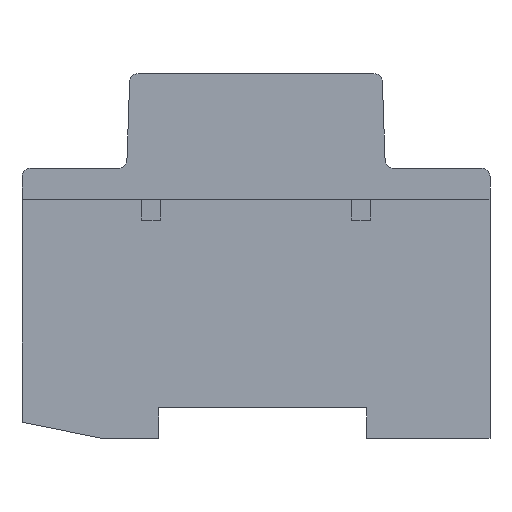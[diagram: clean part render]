
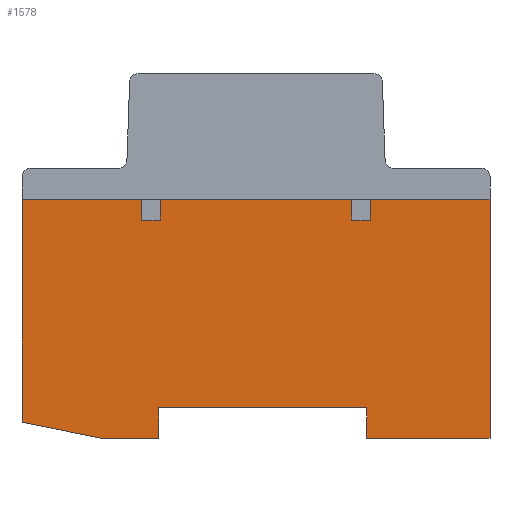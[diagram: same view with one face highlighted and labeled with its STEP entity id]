
A CAD part, left-side view. The second image highlights one B-rep face of the part: STEP entity #1578.
In plain terms, the highlighted planar face has unit normal (-1, 0, 0).
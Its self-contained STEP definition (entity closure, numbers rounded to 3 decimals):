
#198=FACE_OUTER_BOUND($,#307,.T.);
#307=EDGE_LOOP($,(#1390,#1391,#1392,#1393,#1394,#1395,#1396,#1397,#1398,
#1399,#1400,#1401,#1402,#1403,#1404,#1405,#1406));
#412=LINE($,#2493,#577);
#416=LINE($,#2501,#581);
#420=LINE($,#2509,#585);
#436=LINE($,#2541,#601);
#439=LINE($,#2547,#604);
#442=LINE($,#2551,#607);
#444=LINE($,#2557,#609);
#447=LINE($,#2563,#612);
#450=LINE($,#2567,#615);
#451=LINE($,#2571,#616);
#454=LINE($,#2577,#619);
#457=LINE($,#2583,#622);
#460=LINE($,#2589,#625);
#463=LINE($,#2595,#628);
#466=LINE($,#2601,#631);
#469=LINE($,#2607,#634);
#472=LINE($,#2612,#637);
#577=VECTOR($,#2060,21.5);
#581=VECTOR($,#2064,34.4);
#585=VECTOR($,#2068,21.5);
#601=VECTOR($,#2094,3.7);
#604=VECTOR($,#2099,3.3);
#607=VECTOR($,#2104,3.7);
#609=VECTOR($,#2110,3.7);
#612=VECTOR($,#2115,3.3);
#615=VECTOR($,#2120,3.7);
#616=VECTOR($,#2125,42.9);
#619=VECTOR($,#2130,22.1);
#622=VECTOR($,#2135,5.5);
#625=VECTOR($,#2140,37.4);
#628=VECTOR($,#2145,5.5);
#631=VECTOR($,#2150,10.1);
#634=VECTOR($,#2155,14.689);
#637=VECTOR($,#2160,40.);
#744=VERTEX_POINT($,#2490);
#745=VERTEX_POINT($,#2492);
#748=VERTEX_POINT($,#2498);
#749=VERTEX_POINT($,#2500);
#752=VERTEX_POINT($,#2506);
#753=VERTEX_POINT($,#2508);
#764=VERTEX_POINT($,#2540);
#766=VERTEX_POINT($,#2546);
#768=VERTEX_POINT($,#2556);
#770=VERTEX_POINT($,#2562);
#771=VERTEX_POINT($,#2570);
#773=VERTEX_POINT($,#2576);
#775=VERTEX_POINT($,#2582);
#777=VERTEX_POINT($,#2588);
#779=VERTEX_POINT($,#2594);
#781=VERTEX_POINT($,#2600);
#783=VERTEX_POINT($,#2606);
#936=EDGE_CURVE($,#744,#745,#412,.T.);
#940=EDGE_CURVE($,#748,#749,#416,.T.);
#944=EDGE_CURVE($,#752,#753,#420,.T.);
#960=EDGE_CURVE($,#764,#749,#436,.T.);
#963=EDGE_CURVE($,#766,#764,#439,.T.);
#966=EDGE_CURVE($,#752,#766,#442,.T.);
#968=EDGE_CURVE($,#768,#745,#444,.T.);
#971=EDGE_CURVE($,#770,#768,#447,.T.);
#974=EDGE_CURVE($,#748,#770,#450,.T.);
#975=EDGE_CURVE($,#753,#771,#451,.T.);
#978=EDGE_CURVE($,#771,#773,#454,.T.);
#981=EDGE_CURVE($,#773,#775,#457,.T.);
#984=EDGE_CURVE($,#775,#777,#460,.T.);
#987=EDGE_CURVE($,#777,#779,#463,.T.);
#990=EDGE_CURVE($,#779,#781,#466,.T.);
#993=EDGE_CURVE($,#781,#783,#469,.T.);
#996=EDGE_CURVE($,#783,#744,#472,.T.);
#1390=ORIENTED_EDGE($,*,*,#960,.T.);
#1391=ORIENTED_EDGE($,*,*,#940,.F.);
#1392=ORIENTED_EDGE($,*,*,#974,.T.);
#1393=ORIENTED_EDGE($,*,*,#971,.T.);
#1394=ORIENTED_EDGE($,*,*,#968,.T.);
#1395=ORIENTED_EDGE($,*,*,#936,.F.);
#1396=ORIENTED_EDGE($,*,*,#996,.F.);
#1397=ORIENTED_EDGE($,*,*,#993,.F.);
#1398=ORIENTED_EDGE($,*,*,#990,.F.);
#1399=ORIENTED_EDGE($,*,*,#987,.F.);
#1400=ORIENTED_EDGE($,*,*,#984,.F.);
#1401=ORIENTED_EDGE($,*,*,#981,.F.);
#1402=ORIENTED_EDGE($,*,*,#978,.F.);
#1403=ORIENTED_EDGE($,*,*,#975,.F.);
#1404=ORIENTED_EDGE($,*,*,#944,.F.);
#1405=ORIENTED_EDGE($,*,*,#966,.T.);
#1406=ORIENTED_EDGE($,*,*,#963,.T.);
#1488=PLANE($,#1721);
#1578=ADVANCED_FACE($,(#198),#1488,.T.);
#1721=AXIS2_PLACEMENT_3D($,#2614,#2162,#2163);
#2060=DIRECTION($,(0.,-1.,0.));
#2064=DIRECTION($,(0.,-1.,0.));
#2068=DIRECTION($,(0.,-1.,0.));
#2094=DIRECTION($,(0.,0.,1.));
#2099=DIRECTION($,(0.,1.,0.));
#2104=DIRECTION($,(0.,0.,-1.));
#2110=DIRECTION($,(0.,0.,1.));
#2115=DIRECTION($,(0.,1.,0.));
#2120=DIRECTION($,(0.,0.,-1.));
#2125=DIRECTION($,(0.,0.,-1.));
#2130=DIRECTION($,(0.,1.,0.));
#2135=DIRECTION($,(0.,0.,1.));
#2140=DIRECTION($,(0.,1.,0.));
#2145=DIRECTION($,(0.,0.,-1.));
#2150=DIRECTION($,(0.,1.,0.));
#2155=DIRECTION($,(0.,0.98,0.197));
#2160=DIRECTION($,(0.,0.,1.));
#2162=DIRECTION('center_axis',(-1.,0.,0.));
#2163=DIRECTION('ref_axis',(0.,0.,1.));
#2490=CARTESIAN_POINT('',(0.,43.2,37.4));
#2492=CARTESIAN_POINT('',(0.,21.7,37.4));
#2493=CARTESIAN_POINT($,(0.,-40.8,37.4));
#2498=CARTESIAN_POINT('',(0.,18.4,37.4));
#2500=CARTESIAN_POINT('',(0.,-16.,37.4));
#2501=CARTESIAN_POINT($,(0.,-40.8,37.4));
#2506=CARTESIAN_POINT('',(0.,-19.3,37.4));
#2508=CARTESIAN_POINT('',(0.,-40.8,37.4));
#2509=CARTESIAN_POINT($,(0.,-40.8,37.4));
#2540=CARTESIAN_POINT('',(0.,-16.,33.7));
#2541=CARTESIAN_POINT($,(0.,-16.,26.814));
#2546=CARTESIAN_POINT('',(0.,-19.3,33.7));
#2547=CARTESIAN_POINT($,(0.,-7.638,33.7));
#2551=CARTESIAN_POINT($,(0.,-19.3,24.964));
#2556=CARTESIAN_POINT('',(0.,21.7,33.7));
#2557=CARTESIAN_POINT($,(0.,21.7,26.814));
#2562=CARTESIAN_POINT('',(0.,18.4,33.7));
#2563=CARTESIAN_POINT($,(0.,11.212,33.7));
#2567=CARTESIAN_POINT($,(0.,18.4,24.964));
#2570=CARTESIAN_POINT('',(0.,-40.8,-5.5));
#2571=CARTESIAN_POINT($,(0.,-40.8,-5.5));
#2576=CARTESIAN_POINT('',(0.,-18.7,-5.5));
#2577=CARTESIAN_POINT($,(0.,-18.7,-5.5));
#2582=CARTESIAN_POINT('',(0.,-18.7,0.));
#2583=CARTESIAN_POINT($,(0.,-18.7,0.));
#2588=CARTESIAN_POINT('',(0.,18.7,0.));
#2589=CARTESIAN_POINT($,(0.,18.7,0.));
#2594=CARTESIAN_POINT('',(0.,18.7,-5.5));
#2595=CARTESIAN_POINT($,(0.,18.7,-5.5));
#2600=CARTESIAN_POINT('',(0.,28.8,-5.5));
#2601=CARTESIAN_POINT($,(0.,28.8,-5.5));
#2606=CARTESIAN_POINT('',(0.,43.2,-2.6));
#2607=CARTESIAN_POINT($,(0.,43.2,-2.6));
#2612=CARTESIAN_POINT($,(0.,43.2,37.4));
#2614=CARTESIAN_POINT('Origin',(0.,0.723,16.229));
